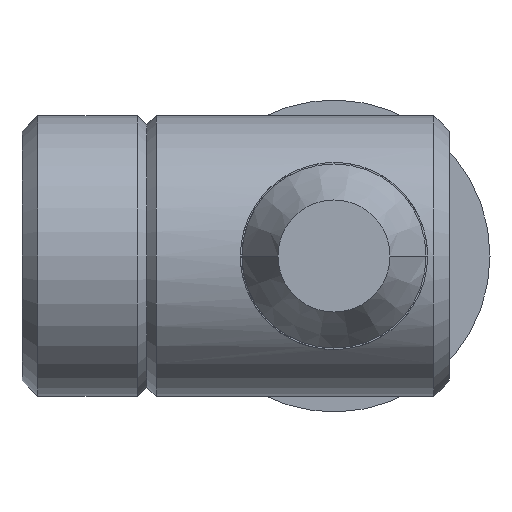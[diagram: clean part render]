
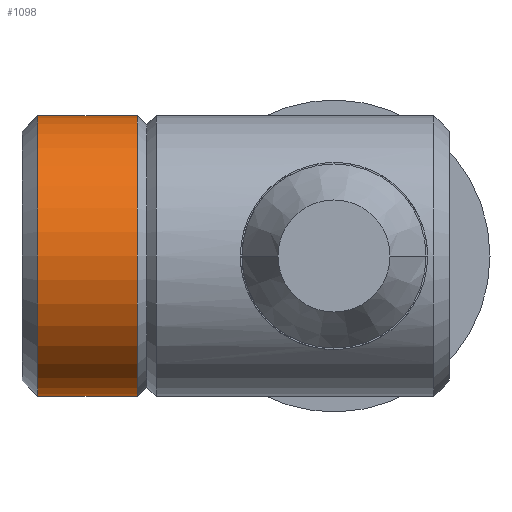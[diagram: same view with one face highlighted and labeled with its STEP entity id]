
A CAD part, left-side view. The second image highlights one B-rep face of the part: STEP entity #1098.
In plain terms, the highlighted cylindrical face has radius 4.5 mm (diameter 9 mm), a partial arc.
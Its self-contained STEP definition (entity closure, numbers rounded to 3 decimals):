
#211 = FACE_OUTER_BOUND ( 'NONE', #717, .T. ) ;
#221 = DIRECTION ( 'NONE',  ( 0., -1., 0. ) ) ;
#238 = VERTEX_POINT ( 'NONE', #986 ) ;
#268 = LINE ( 'NONE', #806, #1622 ) ;
#373 = CIRCLE ( 'NONE', #1107, 4.5 ) ;
#382 = VERTEX_POINT ( 'NONE', #1485 ) ;
#434 = CIRCLE ( 'NONE', #1684, 4.5 ) ;
#485 = CARTESIAN_POINT ( 'NONE',  ( 0., 0., 0. ) ) ;
#529 = DIRECTION ( 'NONE',  ( 0., -1., 0. ) ) ;
#536 = LINE ( 'NONE', #681, #1563 ) ;
#563 = DIRECTION ( 'NONE',  ( 0., 0., 1. ) ) ;
#598 = VERTEX_POINT ( 'NONE', #1514 ) ;
#629 = ORIENTED_EDGE ( 'NONE', *, *, #1758, .F. ) ;
#681 = CARTESIAN_POINT ( 'NONE',  ( 0., 0., 4.5 ) ) ;
#717 = EDGE_LOOP ( 'NONE', ( #1390, #1596, #629, #862 ) ) ;
#737 = AXIS2_PLACEMENT_3D ( 'NONE', #485, #221, #748 ) ;
#748 = DIRECTION ( 'NONE',  ( 0., 0., 1. ) ) ;
#786 = CARTESIAN_POINT ( 'NONE',  ( 0., -0.5, 0. ) ) ;
#806 = CARTESIAN_POINT ( 'NONE',  ( 0., 0., -4.5 ) ) ;
#862 = ORIENTED_EDGE ( 'NONE', *, *, #1289, .F. ) ;
#923 = DIRECTION ( 'NONE',  ( 0., 0., 1. ) ) ;
#986 = CARTESIAN_POINT ( 'NONE',  ( 0., -0.5, -4.5 ) ) ;
#1098 = ADVANCED_FACE ( 'NONE', ( #211 ), #1317, .T. ) ;
#1107 = AXIS2_PLACEMENT_3D ( 'NONE', #786, #529, #923 ) ;
#1244 = EDGE_CURVE ( 'NONE', #1535, #238, #373, .T. ) ;
#1258 = CARTESIAN_POINT ( 'NONE',  ( 0., -3.7, 0. ) ) ;
#1289 = EDGE_CURVE ( 'NONE', #1535, #598, #536, .T. ) ;
#1317 = CYLINDRICAL_SURFACE ( 'NONE', #737, 4.5 ) ;
#1390 = ORIENTED_EDGE ( 'NONE', *, *, #1244, .T. ) ;
#1398 = DIRECTION ( 'NONE',  ( 0., -1., 0. ) ) ;
#1485 = CARTESIAN_POINT ( 'NONE',  ( 0., -3.7, -4.5 ) ) ;
#1514 = CARTESIAN_POINT ( 'NONE',  ( 0., -3.7, 4.5 ) ) ;
#1535 = VERTEX_POINT ( 'NONE', #1731 ) ;
#1563 = VECTOR ( 'NONE', #1617, 1000. ) ;
#1596 = ORIENTED_EDGE ( 'NONE', *, *, #1712, .T. ) ;
#1617 = DIRECTION ( 'NONE',  ( 0., -1., 0. ) ) ;
#1622 = VECTOR ( 'NONE', #1763, 1000. ) ;
#1684 = AXIS2_PLACEMENT_3D ( 'NONE', #1258, #1398, #563 ) ;
#1712 = EDGE_CURVE ( 'NONE', #238, #382, #268, .T. ) ;
#1731 = CARTESIAN_POINT ( 'NONE',  ( 0., -0.5, 4.5 ) ) ;
#1758 = EDGE_CURVE ( 'NONE', #598, #382, #434, .T. ) ;
#1763 = DIRECTION ( 'NONE',  ( 0., -1., 0. ) ) ;
